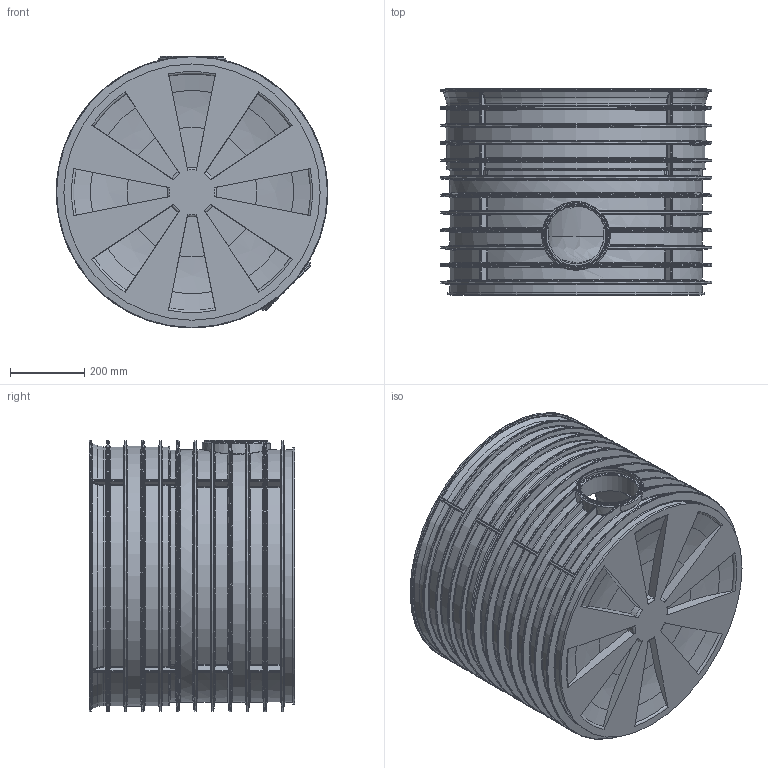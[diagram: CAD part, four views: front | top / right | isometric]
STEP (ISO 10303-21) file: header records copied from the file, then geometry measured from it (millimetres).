
FILE_DESCRIPTION(/* description */ (''),/* implementation_level */ '2;1');
FILE_NAME(/* name */ '661510z.stp',/* time_stamp */ '2024-09-12T11:16:51+02:00',/* author */ ('corinna'),/* organization */ (''),/* preprocessor_version */ 'ST-DEVELOPER v20',/* originating_system */ 'Autodesk Inventor 2024',/* authorisation */ '');
FILE_SCHEMA (('AUTOMOTIVE_DESIGN { 1 0 10303 214 3 1 1 }'));
Length unit declared in the file: millimetre
Products named in the file (3): 661510z; 661510 Schacht DN600 Boden; 661510 Schachtboden DN600 Grundkörper
Assembly tree (2 placements, depth 2):
  661510z
    661510 Schacht DN600 Boden
    661510 Schachtboden DN600 Grundkörper
Bounding box: 731 x 554.5 x 731.5 mm (x, y, z)
Volume: 23170581.4 mm3; surface area: 5476734.6 mm2
Topology: 2 solids, 14 shells, 1539 faces, 3674 edges, 2060 vertices
Faces by surface type: bspline 629, cylinder 275, torus 234, plane 154, cone 125, sphere 122
Full cylindrical faces by diameter (mm): 120 x1, 135 x1, 150 x1, 160.5 x2, 160.7 x2, 160.8 x2, 173.8 x2, 640 x1, 650 x1, 666 x2, 681 x2, 685 x1, 690 x1, 700 x1, 731 x4
Entity records: 63314 total; most frequent: CARTESIAN_POINT 32143, ORIENTED_EDGE 7098, DIRECTION 5570, EDGE_CURVE 3549, AXIS2_PLACEMENT_3D 2538, VERTEX_POINT 2060, CIRCLE 1605, EDGE_LOOP 1577
